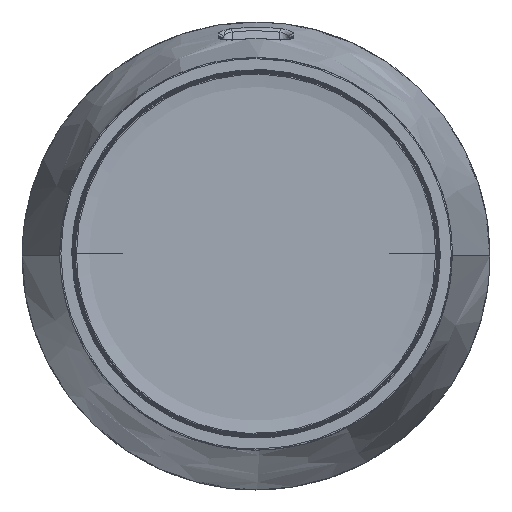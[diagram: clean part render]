
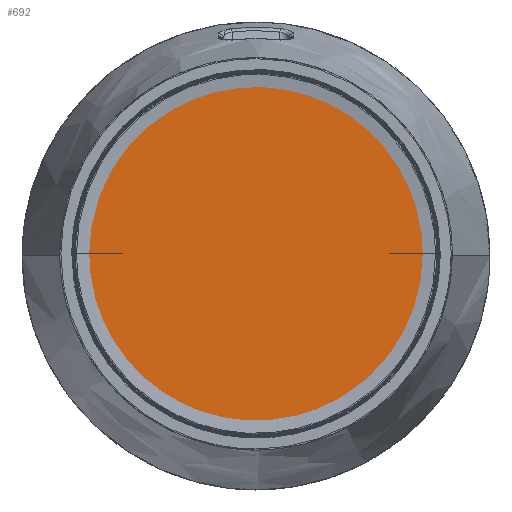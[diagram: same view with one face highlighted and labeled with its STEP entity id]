
A CAD part, top view. The second image highlights one B-rep face of the part: STEP entity #692.
In plain terms, the highlighted planar face has unit normal (0, 0, -1).
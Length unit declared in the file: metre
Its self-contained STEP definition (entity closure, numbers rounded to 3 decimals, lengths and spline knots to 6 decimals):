
#692=ADVANCED_FACE($,(#1230),#7959,.T.);
#1230=FACE_OUTER_BOUND($,#1825,.T.);
#1825=EDGE_LOOP($,(#4732,#4733));
#4732=ORIENTED_EDGE($,*,*,#6324,.F.);
#4733=ORIENTED_EDGE($,*,*,#6325,.F.);
#6324=EDGE_CURVE($,#7395,#7396,#8809,.T.);
#6325=EDGE_CURVE($,#7396,#7395,#8810,.T.);
#7395=VERTEX_POINT($,#43157);
#7396=VERTEX_POINT($,#43158);
#7959=PLANE($,#9635);
#8809=(
BOUNDED_CURVE()
B_SPLINE_CURVE(2,(#43108,#43109,#43110,#43111,#43112),.UNSPECIFIED.,.F.,
.F.)
B_SPLINE_CURVE_WITH_KNOTS((3,2,3),(0.123992,0.185988,0.247984),
.UNSPECIFIED.)
CURVE()
GEOMETRIC_REPRESENTATION_ITEM()
RATIONAL_B_SPLINE_CURVE((1.,0.707,1.,0.707,1.))
REPRESENTATION_ITEM($)
);
#8810=(
BOUNDED_CURVE()
B_SPLINE_CURVE(2,(#43113,#43114,#43115,#43116,#43117),.UNSPECIFIED.,.F.,
.F.)
B_SPLINE_CURVE_WITH_KNOTS((3,2,3),(0.,0.061996,0.123992),
.UNSPECIFIED.)
CURVE()
GEOMETRIC_REPRESENTATION_ITEM()
RATIONAL_B_SPLINE_CURVE((1.,0.707,1.,0.707,1.))
REPRESENTATION_ITEM($)
);
#9635=AXIS2_PLACEMENT_3D($,#43141,#9729,$);
#9729=DIRECTION($,(0.,0.,-1.));
#43108=CARTESIAN_POINT($,(0.039446,0.,0.259152));
#43109=CARTESIAN_POINT($,(0.039446,0.039446,0.259152));
#43110=CARTESIAN_POINT($,(0.000001,0.039446,0.259152));
#43111=CARTESIAN_POINT($,(-0.039445,0.039446,0.259152));
#43112=CARTESIAN_POINT($,(-0.039445,0.,0.259152));
#43113=CARTESIAN_POINT($,(-0.039445,0.,0.259152));
#43114=CARTESIAN_POINT($,(-0.039445,-0.039446,0.259152));
#43115=CARTESIAN_POINT($,(0.000001,-0.039446,0.259152));
#43116=CARTESIAN_POINT($,(0.039446,-0.039446,0.259152));
#43117=CARTESIAN_POINT($,(0.039446,0.,0.259152));
#43141=CARTESIAN_POINT($,(0.040222,0.040222,0.259152));
#43157=CARTESIAN_POINT($,(0.039446,0.,0.259152));
#43158=CARTESIAN_POINT($,(-0.039445,0.,0.259152));
